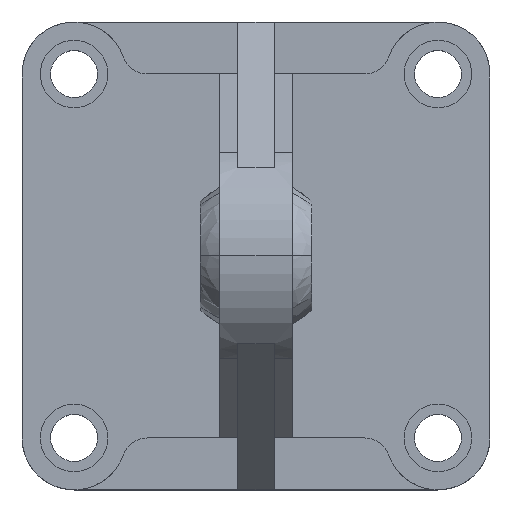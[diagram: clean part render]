
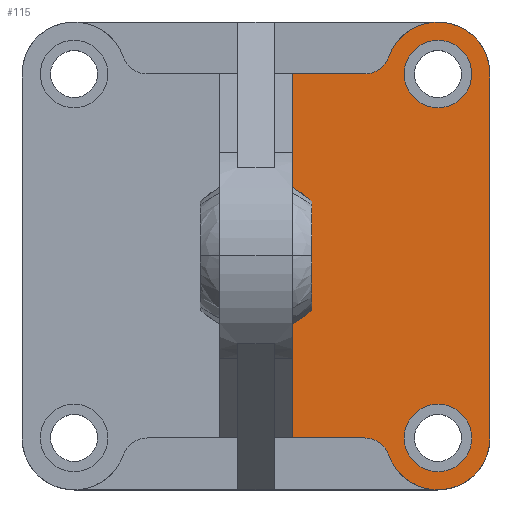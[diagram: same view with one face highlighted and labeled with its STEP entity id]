
A CAD part, top view. The second image highlights one B-rep face of the part: STEP entity #115.
In plain terms, the highlighted planar face has unit normal (0, 0, 1).
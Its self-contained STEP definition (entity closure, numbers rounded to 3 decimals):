
#115=ADVANCED_FACE('',(#218,#219,#220),#221,.T.);
#218=FACE_BOUND('',#371,.T.);
#219=FACE_BOUND('',#372,.T.);
#220=FACE_OUTER_BOUND('',#373,.T.);
#221=PLANE('',#374);
#371=EDGE_LOOP('',(#715,#716));
#372=EDGE_LOOP('',(#717,#718));
#373=EDGE_LOOP('',(#719,#720,#721,#722,#723,#724,#725,#726));
#374=AXIS2_PLACEMENT_3D('',#727,#728,#729);
#715=ORIENTED_EDGE('',*,*,#1045,.T.);
#716=ORIENTED_EDGE('',*,*,#1128,.T.);
#717=ORIENTED_EDGE('',*,*,#1037,.T.);
#718=ORIENTED_EDGE('',*,*,#1129,.T.);
#719=ORIENTED_EDGE('',*,*,#1127,.T.);
#720=ORIENTED_EDGE('',*,*,#1102,.F.);
#721=ORIENTED_EDGE('',*,*,#1130,.F.);
#722=ORIENTED_EDGE('',*,*,#1131,.F.);
#723=ORIENTED_EDGE('',*,*,#1132,.F.);
#724=ORIENTED_EDGE('',*,*,#1133,.F.);
#725=ORIENTED_EDGE('',*,*,#1134,.F.);
#726=ORIENTED_EDGE('',*,*,#1118,.F.);
#727=CARTESIAN_POINT('',(0.0,0.,20.0));
#728=DIRECTION('',(0.0,0.0,1.0));
#729=DIRECTION('',(1.0,0.0,0.0));
#1037=EDGE_CURVE('',#1236,#1233,#1237,.T.);
#1045=EDGE_CURVE('',#1252,#1249,#1253,.T.);
#1102=EDGE_CURVE('',#1354,#1356,#1357,.T.);
#1118=EDGE_CURVE('',#1379,#1381,#1382,.T.);
#1127=EDGE_CURVE('',#1379,#1356,#1394,.T.);
#1128=EDGE_CURVE('',#1249,#1252,#1395,.T.);
#1129=EDGE_CURVE('',#1233,#1236,#1396,.T.);
#1130=EDGE_CURVE('',#1397,#1354,#1398,.T.);
#1131=EDGE_CURVE('',#1399,#1397,#1400,.T.);
#1132=EDGE_CURVE('',#1401,#1399,#1402,.T.);
#1133=EDGE_CURVE('',#1403,#1401,#1404,.T.);
#1134=EDGE_CURVE('',#1381,#1403,#1405,.T.);
#1233=VERTEX_POINT('',#1538);
#1236=VERTEX_POINT('',#1542);
#1237=CIRCLE('',#1543,13.0);
#1249=VERTEX_POINT('',#1558);
#1252=VERTEX_POINT('',#1562);
#1253=CIRCLE('',#1563,13.0);
#1354=VERTEX_POINT('',#1698);
#1356=VERTEX_POINT('',#1701);
#1357=LINE('',#1702,#1703);
#1379=VERTEX_POINT('',#1735);
#1381=VERTEX_POINT('',#1738);
#1382=LINE('',#1739,#1740);
#1394=LINE('',#1760,#1761);
#1395=CIRCLE('',#1762,13.0);
#1396=CIRCLE('',#1763,13.0);
#1397=VERTEX_POINT('',#1764);
#1398=CIRCLE('',#1765,10.0);
#1399=VERTEX_POINT('',#1766);
#1400=CIRCLE('',#1767,20.0);
#1401=VERTEX_POINT('',#1768);
#1402=LINE('',#1769,#1770);
#1403=VERTEX_POINT('',#1771);
#1404=CIRCLE('',#1772,20.0);
#1405=CIRCLE('',#1773,10.0);
#1538=CARTESIAN_POINT('',(83.0,-70.0,20.0));
#1542=CARTESIAN_POINT('',(57.0,-70.0,20.0));
#1543=AXIS2_PLACEMENT_3D('',#1917,#1918,#1919);
#1558=CARTESIAN_POINT('',(83.0,70.0,20.0));
#1562=CARTESIAN_POINT('',(57.0,70.0,20.0));
#1563=AXIS2_PLACEMENT_3D('',#1933,#1934,#1935);
#1698=CARTESIAN_POINT('',(41.716,-70.0,20.0));
#1701=CARTESIAN_POINT('',(14.0,-70.0,20.0));
#1702=CARTESIAN_POINT('',(41.716,-70.0,20.0));
#1703=VECTOR('',#2034,1.0);
#1735=CARTESIAN_POINT('',(14.0,70.0,20.0));
#1738=CARTESIAN_POINT('',(41.716,70.0,20.0));
#1739=CARTESIAN_POINT('',(-41.716,70.0,20.0));
#1740=VECTOR('',#2058,1.0);
#1760=CARTESIAN_POINT('',(14.0,0.0,20.0));
#1761=VECTOR('',#2067,1.0);
#1762=AXIS2_PLACEMENT_3D('',#2068,#2069,#2070);
#1763=AXIS2_PLACEMENT_3D('',#2071,#2072,#2073);
#1764=CARTESIAN_POINT('',(51.144,-76.667,20.0));
#1765=AXIS2_PLACEMENT_3D('',#2074,#2075,#2076);
#1766=CARTESIAN_POINT('',(90.0,-70.0,20.0));
#1767=AXIS2_PLACEMENT_3D('',#2077,#2078,#2079);
#1768=CARTESIAN_POINT('',(90.0,70.0,20.0));
#1769=CARTESIAN_POINT('',(90.0,70.0,20.0));
#1770=VECTOR('',#2080,1.0);
#1771=CARTESIAN_POINT('',(51.144,76.667,20.0));
#1772=AXIS2_PLACEMENT_3D('',#2081,#2082,#2083);
#1773=AXIS2_PLACEMENT_3D('',#2084,#2085,#2086);
#1917=CARTESIAN_POINT('',(70.0,-70.0,20.0));
#1918=DIRECTION('',(0.0,0.0,-1.0));
#1919=DIRECTION('',(1.0,0.0,0.0));
#1933=CARTESIAN_POINT('',(70.0,70.0,20.0));
#1934=DIRECTION('',(0.0,0.0,-1.0));
#1935=DIRECTION('',(1.0,0.0,0.0));
#2034=DIRECTION('',(-1.0,0.0,0.0));
#2058=DIRECTION('',(1.0,0.0,0.0));
#2067=DIRECTION('',(0.0,-1.0,0.0));
#2068=CARTESIAN_POINT('',(70.0,70.0,20.0));
#2069=DIRECTION('',(0.0,0.0,-1.0));
#2070=DIRECTION('',(1.0,0.0,0.0));
#2071=CARTESIAN_POINT('',(70.0,-70.0,20.0));
#2072=DIRECTION('',(0.0,0.0,-1.0));
#2073=DIRECTION('',(1.0,0.0,0.0));
#2074=CARTESIAN_POINT('',(41.716,-80.0,20.0));
#2075=DIRECTION('',(0.0,0.0,1.0));
#2076=DIRECTION('',(1.0,0.0,0.0));
#2077=CARTESIAN_POINT('',(70.0,-70.0,20.0));
#2078=DIRECTION('',(0.0,0.0,-1.0));
#2079=DIRECTION('',(1.0,0.0,0.0));
#2080=DIRECTION('',(0.0,-1.0,0.0));
#2081=CARTESIAN_POINT('',(70.0,70.0,20.0));
#2082=DIRECTION('',(0.0,0.0,-1.0));
#2083=DIRECTION('',(1.0,0.0,0.0));
#2084=CARTESIAN_POINT('',(41.716,80.0,20.0));
#2085=DIRECTION('',(0.0,0.0,1.0));
#2086=DIRECTION('',(1.0,0.0,0.0));
